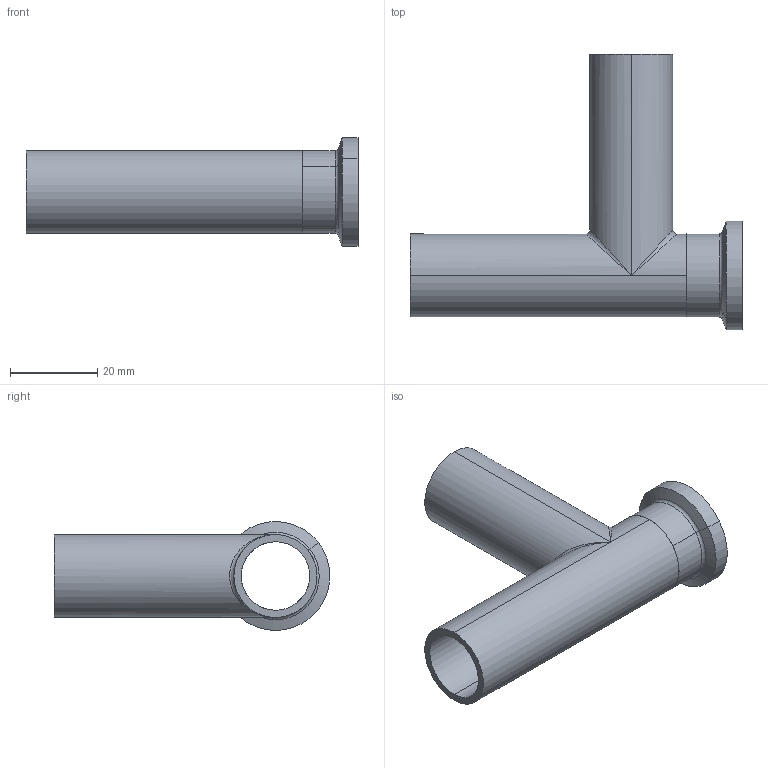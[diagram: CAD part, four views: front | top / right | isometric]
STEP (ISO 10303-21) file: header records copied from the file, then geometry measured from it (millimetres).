
FILE_DESCRIPTION (( 'STEP AP214' ), '1' );
FILE_NAME ('DT25 19.05 B.STEP', '2014-03-18T06:08:50', ( '' ), ( '' ), 'SwSTEP 2.0', 'SolidWorks 2013', '' );
FILE_SCHEMA (( 'AUTOMOTIVE_DESIGN' ));
Length unit declared in the file: inch
Products named in the file (3): 25 19.05; DT25 19.05 B; DT25 19.05
Assembly tree (2 placements, depth 2):
  DT25 19.05 B
    DT25 19.05
    25 19.05
Bounding box: 76.2 x 63.29 x 24.98 mm (x, y, z)
Volume: 10999.8 mm3; surface area: 13606.9 mm2
Topology: 2 solids, 2 shells, 42 faces, 90 edges, 44 vertices
Faces by surface type: cylinder 18, torus 10, plane 6, bspline 4, cone 4
Entity records: 1560 total; most frequent: CARTESIAN_POINT 577, DIRECTION 210, ORIENTED_EDGE 164, AXIS2_PLACEMENT_3D 93, EDGE_CURVE 82, CIRCLE 50, EDGE_LOOP 48, VERTEX_POINT 44
